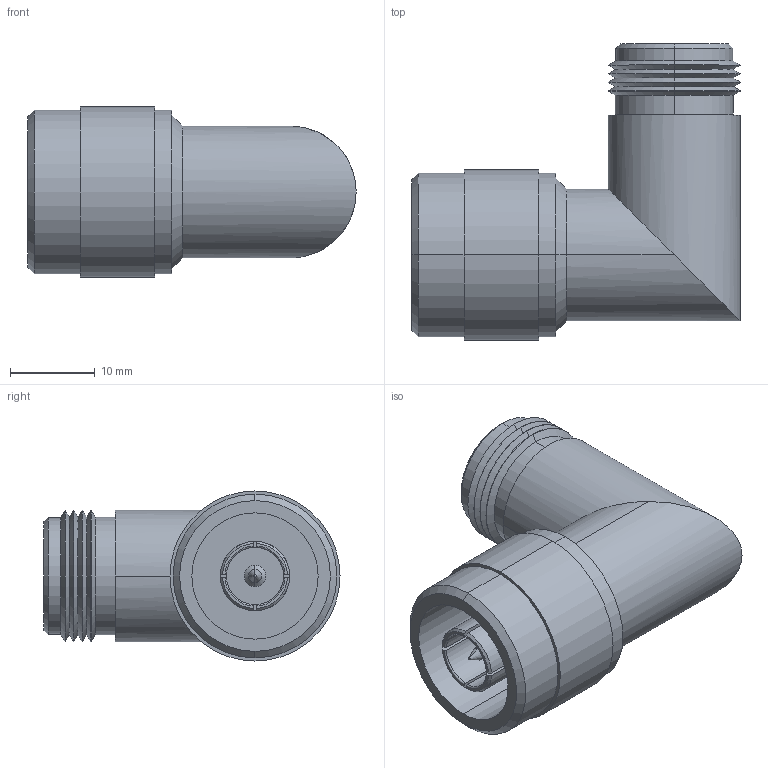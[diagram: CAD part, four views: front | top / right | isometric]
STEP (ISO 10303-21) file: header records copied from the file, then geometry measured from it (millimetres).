
FILE_DESCRIPTION (( 'STEP AP214' ), '1' );
FILE_NAME ('BN121.STEP', '2009-09-24T14:32:01', ( ' ' ), ( ' ' ), 'SwSTEP 2.0', 'SolidWorks 2008', '' );
FILE_SCHEMA (( 'AUTOMOTIVE_DESIGN' ));
Length unit declared in the file: inch
Products named in the file (1): BN121
Bounding box: 38.71 x 34.92 x 20.07 mm (x, y, z)
Volume: 10189.9 mm3; surface area: 5021.4 mm2
Topology: 1 solids, 1 shells, 123 faces, 308 edges, 195 vertices
Faces by surface type: plane 43, cone 38, cylinder 36, torus 6
Entity records: 4848 total; most frequent: CARTESIAN_POINT 845, DIRECTION 658, ORIENTED_EDGE 612, EDGE_CURVE 306, AXIS2_PLACEMENT_3D 272, VERTEX_POINT 195, CIRCLE 148, EDGE_LOOP 133
